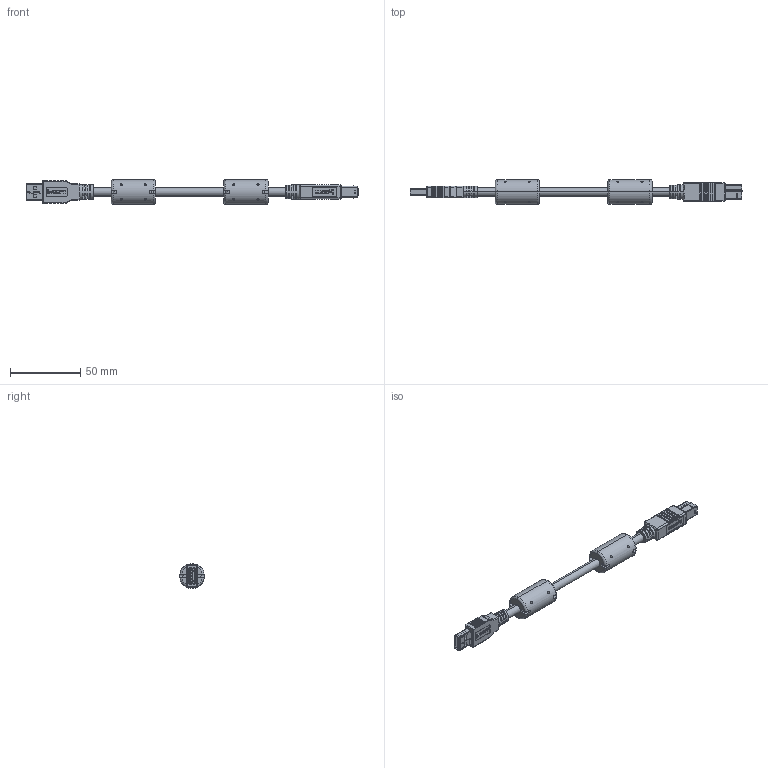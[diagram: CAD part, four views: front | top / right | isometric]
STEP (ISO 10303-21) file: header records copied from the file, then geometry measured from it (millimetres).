
FILE_DESCRIPTION (( 'STEP AP214' ), '1' );
FILE_NAME ('U3A00089.STEP', '2018-05-31T12:59:54', ( '' ), ( '' ), 'SwSTEP 2.0', 'SolidWorks 2017', '' );
FILE_SCHEMA (( 'AUTOMOTIVE_DESIGN' ));
Length unit declared in the file: inch
Products named in the file (20): MTN-594_OD6.2mm; MTN-593; MTN-598_OD6.2MM; MTN-286___; MTN-286_1AM07-032 FERRITE; 1AA05-048-MA2___; 1AA05-046-MA3; MTN-594_6.2MM OD; 1AA05-046-MA1; 1AM07-032___; 1AM07-048; 1AA05-046-MA2_Without Crimp; 1AA05-048-MA1___; U3A00089; MTN-597; 1AA05-048-MA3_No Crimp; U3A00089-MA1
Assembly tree (20 placements, depth 4):
  U3A00089
    U3A00089-MA1
    MTN-594_OD6.2mm
      MTN-593
        1AA05-046-MA3
        MTN-593
      1AA05-046-MA1
      1AA05-046-MA2_Without Crimp
      MTN-594_6.2MM OD
    MTN-598_OD6.2MM
      MTN-597
        1AA05-048-MA1___
        MTN-597
      1AA05-048-MA2___
      1AA05-048-MA3_No Crimp
      MTN-598_OD6.2MM
    MTN-286_1AM07-032 FERRITE  x2
      MTN-286___
      1AM07-032___
      1AM07-048
Bounding box: 236.3 x 17.7 x 17.7 mm (x, y, z)
Volume: 34020.9 mm3; surface area: 31693.3 mm2
Topology: 32 solids, 32 shells, 2691 faces, 7334 edges, 4782 vertices
Faces by surface type: plane 1858, cylinder 505, bspline 238, torus 67, sphere 21, cone 2
Entity records: 98289 total; most frequent: CARTESIAN_POINT 27577, ORIENTED_EDGE 14174, DIRECTION 12223, EDGE_CURVE 7087, LINE 5343, VECTOR 5343, VERTEX_POINT 4642, AXIS2_PLACEMENT_3D 3440
